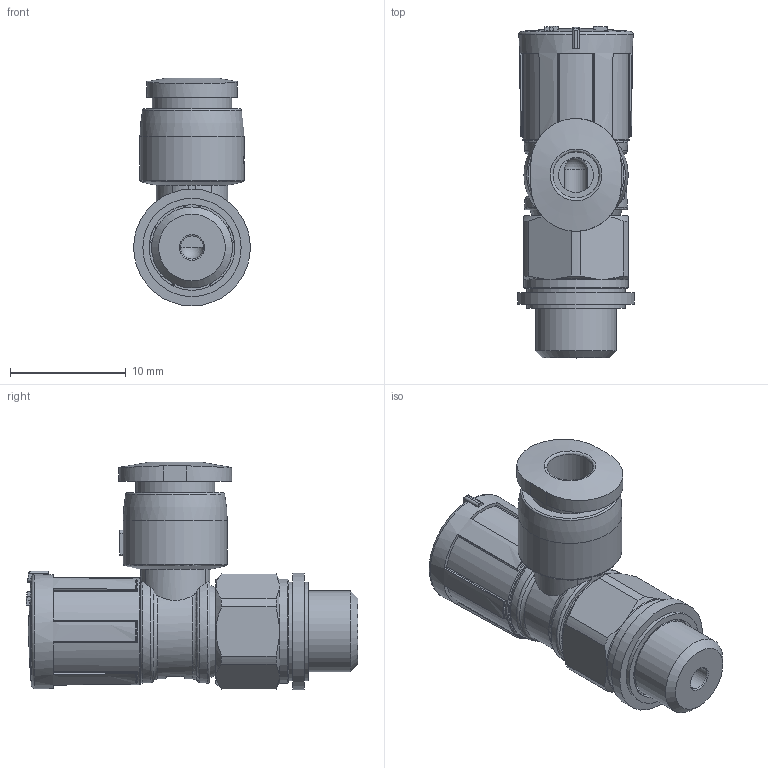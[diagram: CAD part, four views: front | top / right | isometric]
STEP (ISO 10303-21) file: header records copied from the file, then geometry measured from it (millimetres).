
FILE_DESCRIPTION(/* description */ ('STEP AP214'),/* implementation_level */ '2;1');
FILE_NAME(/* name */ '8068745_VFOE-LS-T-M7-Q4',/* time_stamp */ '2024-09-16T12:23:23+02:00',/* author */ ('License CC BY-ND 4.0'),/* organization */ ('CADENAS'),/* preprocessor_version */ 'ST-DEVELOPER v19.3',/* originating_system */ 'PARTsolutions',/* authorisation */ ' ');
FILE_SCHEMA (('AUTOMOTIVE_DESIGN {1 0 10303 214 3 1 1}'));
Length unit declared in the file: millimetre
Products named in the file (3): 8068745 VFOE-LS-T-M7-Q4---(high); 8068745 VFOE-LS-T-M7-Q4---(highp); 8153155 OL-M7
Assembly tree (2 placements, depth 2):
  8068745 VFOE-LS-T-M7-Q4---(high)
    8068745 VFOE-LS-T-M7-Q4---(highp)
    8153155 OL-M7
Bounding box: 10.1 x 28.69 x 19.69 mm (x, y, z)
Volume: 2102.2 mm3; surface area: 1814.3 mm2
Topology: 2 solids, 2 shells, 277 faces, 749 edges, 491 vertices
Faces by surface type: plane 132, cylinder 88, torus 35, cone 16, sphere 6
Full cylindrical faces by diameter (mm): 2 x1, 3 x1, 4 x1, 6.85 x1, 7 x1, 7.4 x1, 8.5 x2, 9 x2, 9.25 x1, 10.1 x1
Entity records: 10296 total; most frequent: CARTESIAN_POINT 1924, ORIENTED_EDGE 1404, DIRECTION 1404, EDGE_CURVE 702, AXIS2_PLACEMENT_3D 568, VERTEX_POINT 476, EDGE_LOOP 328, FACE_BOUND 328
